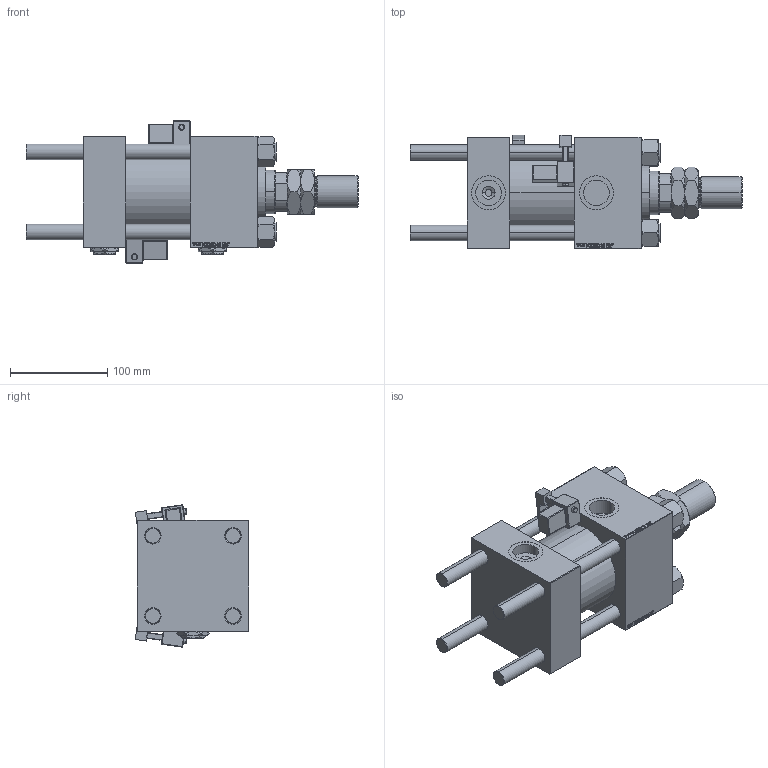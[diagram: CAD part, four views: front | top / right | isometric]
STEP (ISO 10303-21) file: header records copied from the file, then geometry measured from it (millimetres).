
FILE_DESCRIPTION (( 'STEP AP203' ), '1' );
FILE_NAME ('da2f.STEP', '2023-08-23T17:04:44', ( '' ), ( '' ), 'SwSTEP 2.0', 'SolidWorks 2019', '' );
FILE_SCHEMA (( 'CONFIG_CONTROL_DESIGN' ));
Length unit declared in the file: millimetre
Products named in the file (9): V215CR_MSU 8d4209e580ae26d74ed7d02c7772f873; NUT_M5 8d4209e580ae26d74ed7d02c7772f873; V215CR_BODY_A 8d4209e580ae26d74ed7d02c7772f873; Zatka_pro_OIL_PORT 8d4209e580ae26d74ed7d02c7772f873; da2f; V215_VC_A 8d4209e580ae26d74ed7d02c7772f873; V215CR_VCP 8d4209e580ae26d74ed7d02c7772f873; CR025_012_A_0_G_A_G_M_020_+#_##_TYCINKA 8d4209e580ae26d74ed7d02c7772f873; MTA 8d4209e580ae26d74ed7d02c7772f873
Assembly tree (16 placements, depth 2):
  da2f
    V215CR_BODY_A 8d4209e580ae26d74ed7d02c7772f873
    CR025_012_A_0_G_A_G_M_020_+#_##_TYCINKA 8d4209e580ae26d74ed7d02c7772f873  x4
    NUT_M5 8d4209e580ae26d74ed7d02c7772f873  x4
    V215CR_VCP 8d4209e580ae26d74ed7d02c7772f873
    V215_VC_A 8d4209e580ae26d74ed7d02c7772f873
    V215CR_MSU 8d4209e580ae26d74ed7d02c7772f873  x2
    MTA 8d4209e580ae26d74ed7d02c7772f873
    Zatka_pro_OIL_PORT 8d4209e580ae26d74ed7d02c7772f873  x2
Bounding box: 342 x 117.01 x 146.65 mm (x, y, z)
Volume: 2014478.3 mm3; surface area: 332066.4 mm2
Topology: 16 solids, 16 shells, 1484 faces, 3686 edges, 2337 vertices
Faces by surface type: plane 688, bspline 392, cone 206, cylinder 152, sphere 24, torus 22
Entity records: 56148 total; most frequent: CARTESIAN_POINT 28683, ORIENTED_EDGE 6062, DIRECTION 4143, EDGE_CURVE 3031, VERTEX_POINT 1961, LINE 1765, VECTOR 1765, EDGE_LOOP 1350
